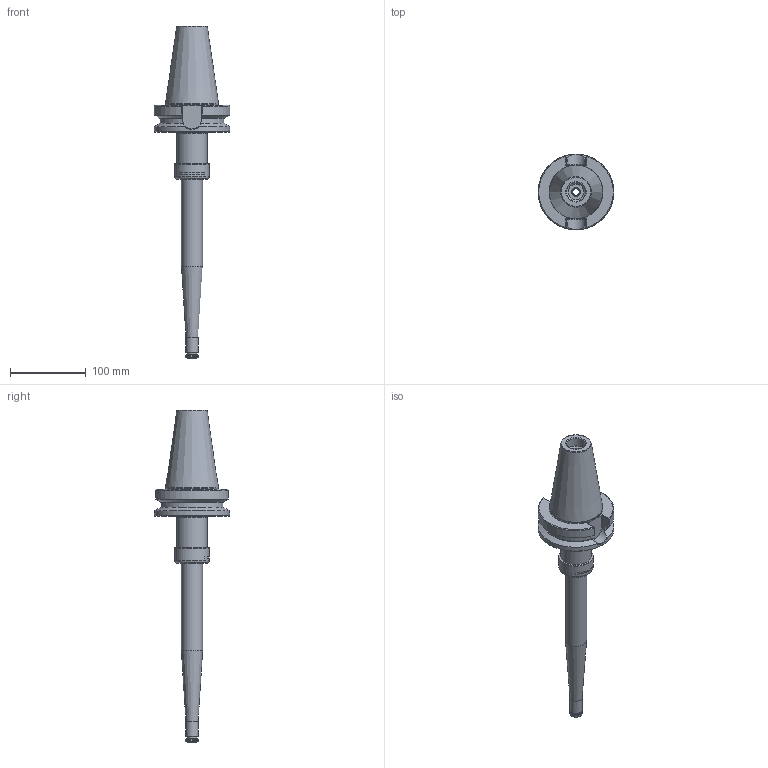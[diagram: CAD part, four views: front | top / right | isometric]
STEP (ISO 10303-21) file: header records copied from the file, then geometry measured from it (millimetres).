
FILE_DESCRIPTION(/* description */ (''),/* implementation_level */ '2;1');
FILE_NAME(/* name */ '885171170.stp',/* time_stamp */ '2023-03-15T12:11:39',/* author */ ('Ratnasingam Jekanthan'),/* organization */ ('REGO-FIX'),/* preprocessor_version */ ' Unknown',/* originating_system */ 'SIEMENS PLM Software Solid Edge ST10',/* authorization */ 'Unknown');
FILE_SCHEMA (('AUTOMOTIVE_DESIGN { 1 0 10303 214 2 1 1}'));
Length unit declared in the file: millimetre
Products named in the file (1): NOCUT
Bounding box: 100 x 100 x 437.8 mm (x, y, z)
Volume: 614671.2 mm3; surface area: 95538.8 mm2
Topology: 1 solids, 3 shells, 137 faces, 315 edges, 195 vertices
Faces by surface type: plane 44, cone 33, cylinder 33, torus 25, bspline 2
Full cylindrical faces by diameter (mm): 9 x1, 10 x2, 13 x1, 16 x2, 20.752 x2, 23.8 x1, 24.7 x1, 25 x2, 28 x1, 29 x1, 33 x1, 34 x1, 38.376 x1, 40 x1, 40.05 x1, 43.3 x1, 45.65 x1, 100 x1
Entity records: 4499 total; most frequent: CARTESIAN_POINT 795, DIRECTION 584, ORIENTED_EDGE 454, AXIS2_PLACEMENT_3D 260, EDGE_CURVE 227, EDGE_LOOP 222, FACE_BOUND 222, VERTEX_POINT 175
